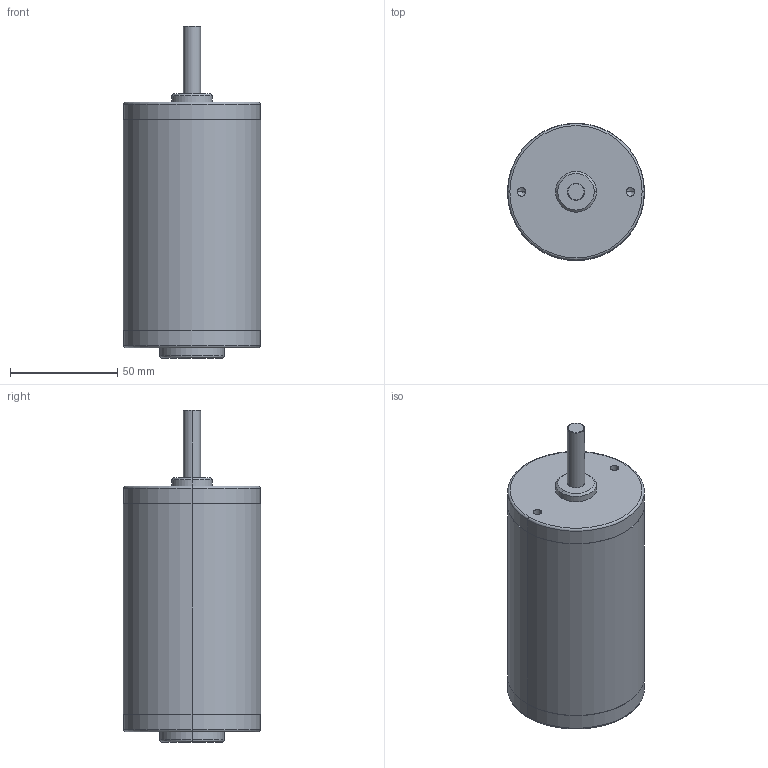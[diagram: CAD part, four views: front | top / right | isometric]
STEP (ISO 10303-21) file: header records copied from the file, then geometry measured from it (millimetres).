
FILE_DESCRIPTION (( 'STEP AP214' ), '1' );
FILE_NAME ('CIM_Motor.step', '2018-12-19T16:21:15', ( '' ), ( '' ), 'SwSTEP 2.0', 'SolidWorks 2018', '' );
FILE_SCHEMA (( 'AUTOMOTIVE_DESIGN' ));
Length unit declared in the file: millimetre
Products named in the file (1): CIM_Motor
Bounding box: 64.01 x 64.01 x 154.93 mm (x, y, z)
Volume: 373985.3 mm3; surface area: 31049 mm2
Topology: 1 solids, 1 shells, 37 faces, 76 edges, 44 vertices
Faces by surface type: cylinder 16, torus 8, plane 7, cone 6
Entity records: 1280 total; most frequent: DIRECTION 198, CARTESIAN_POINT 154, ORIENTED_EDGE 144, AXIS2_PLACEMENT_3D 88, EDGE_CURVE 72, CIRCLE 50, EDGE_LOOP 44, VERTEX_POINT 44
